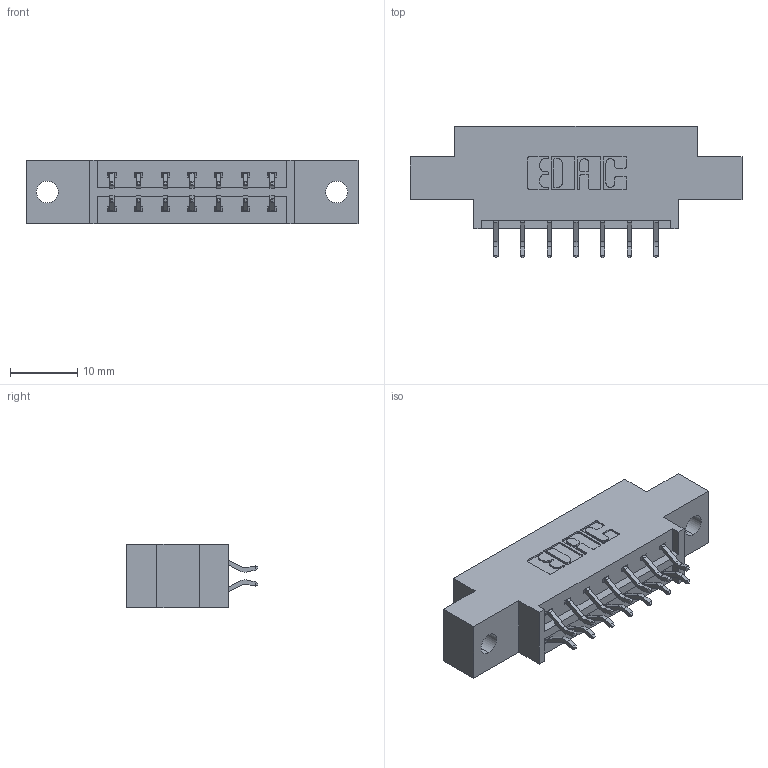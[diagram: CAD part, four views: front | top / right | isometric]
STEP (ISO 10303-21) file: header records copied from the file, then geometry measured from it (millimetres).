
FILE_DESCRIPTION (( 'STEP AP203' ), '1' );
FILE_NAME ('833-014-556-802.STEP', '2020-05-31T14:44:34', ( '' ), ( '' ), 'SwSTEP 2.0', 'SolidWorks 2020', '' );
FILE_SCHEMA (( 'CONFIG_CONTROL_DESIGN' ));
Length unit declared in the file: inch
Products named in the file (3): 345-292-001_556 Tail; 833-014-556-802; 833 Part_Offset - .128 Dia
Assembly tree (15 placements, depth 2):
  833-014-556-802
    833 Part_Offset - .128 Dia
    345-292-001_556 Tail  x14
Bounding box: 49.28 x 19.57 x 9.4 mm (x, y, z)
Volume: 4438.5 mm3; surface area: 4805 mm2
Topology: 15 solids, 15 shells, 930 faces, 2745 edges, 1810 vertices
Faces by surface type: plane 634, cylinder 296
Entity records: 9385 total; most frequent: CARTESIAN_POINT 1614, ORIENTED_EDGE 1538, DIRECTION 1429, EDGE_CURVE 769, VECTOR 633, LINE 633, VERTEX_POINT 510, AXIS2_PLACEMENT_3D 398
